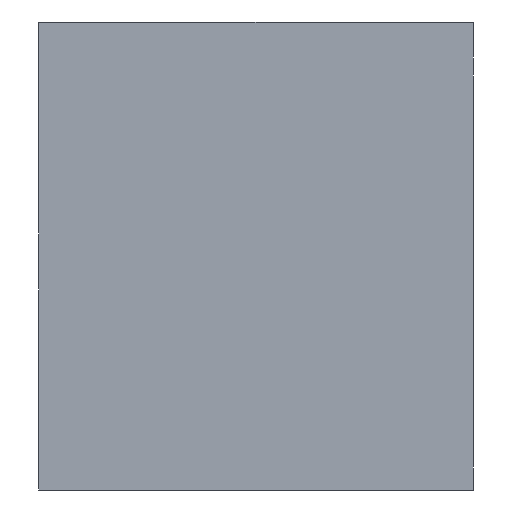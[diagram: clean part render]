
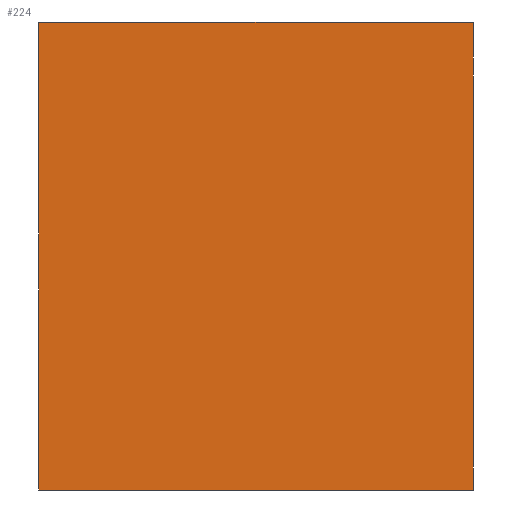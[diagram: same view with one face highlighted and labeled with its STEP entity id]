
A CAD part, front view. The second image highlights one B-rep face of the part: STEP entity #224.
In plain terms, the highlighted planar face has unit normal (0, -1, 0).
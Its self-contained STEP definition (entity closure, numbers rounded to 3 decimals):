
#21=PLANE('',#267);
#33=LINE('',#404,#51);
#37=LINE('',#419,#55);
#38=LINE('',#420,#56);
#39=LINE('',#421,#57);
#51=VECTOR('',#301,10.);
#55=VECTOR('',#317,10.);
#56=VECTOR('',#318,10.);
#57=VECTOR('',#319,10.);
#72=FACE_OUTER_BOUND('',#85,.T.);
#85=EDGE_LOOP('',(#188,#189,#190,#191));
#117=VERTEX_POINT('',#401);
#118=VERTEX_POINT('',#403);
#122=VERTEX_POINT('',#417);
#123=VERTEX_POINT('',#418);
#141=EDGE_CURVE('',#117,#118,#33,.T.);
#148=EDGE_CURVE('',#122,#123,#37,.T.);
#149=EDGE_CURVE('',#123,#118,#38,.T.);
#150=EDGE_CURVE('',#122,#117,#39,.T.);
#188=ORIENTED_EDGE('',*,*,#148,.T.);
#189=ORIENTED_EDGE('',*,*,#149,.T.);
#190=ORIENTED_EDGE('',*,*,#141,.F.);
#191=ORIENTED_EDGE('',*,*,#150,.F.);
#224=ADVANCED_FACE('',(#72),#21,.T.);
#267=AXIS2_PLACEMENT_3D('',#416,#315,#316);
#301=DIRECTION('',(1.,0.,0.));
#315=DIRECTION('center_axis',(0.,-1.,0.));
#316=DIRECTION('ref_axis',(1.,0.,0.));
#317=DIRECTION('',(1.,0.,0.));
#318=DIRECTION('',(0.,0.,1.));
#319=DIRECTION('',(0.,0.,1.));
#401=CARTESIAN_POINT('',(0.,0.,25.));
#403=CARTESIAN_POINT('',(23.2,0.,25.));
#404=CARTESIAN_POINT('',(0.,0.,25.));
#416=CARTESIAN_POINT('Origin',(0.,0.,0.));
#417=CARTESIAN_POINT('',(0.,0.,0.));
#418=CARTESIAN_POINT('',(23.2,0.,0.));
#419=CARTESIAN_POINT('',(0.,0.,0.));
#420=CARTESIAN_POINT('',(23.2,0.,0.));
#421=CARTESIAN_POINT('',(0.,0.,0.));
